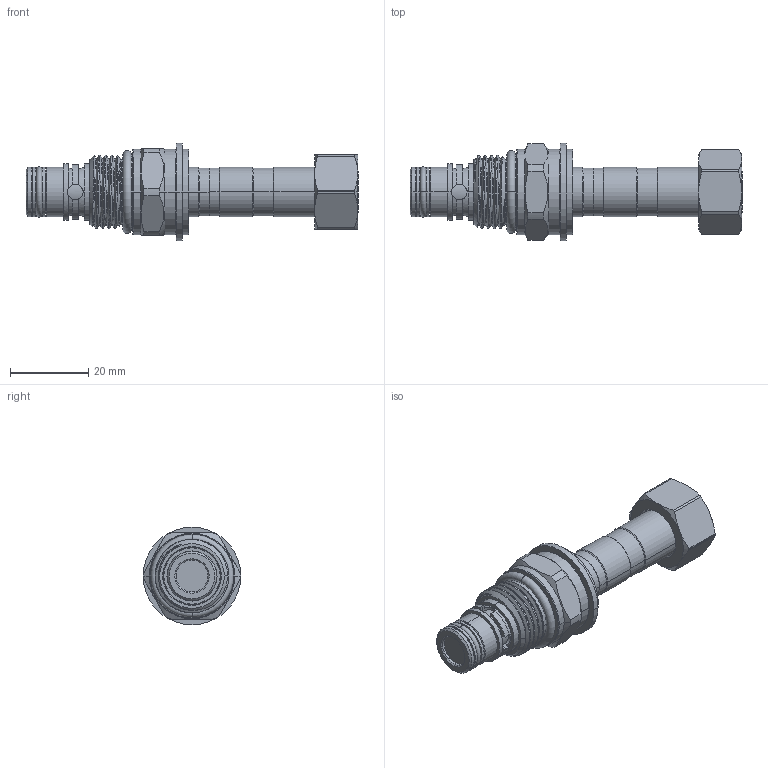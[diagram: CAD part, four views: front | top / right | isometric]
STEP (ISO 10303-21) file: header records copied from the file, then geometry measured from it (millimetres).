
FILE_DESCRIPTION (( 'STEP AP203' ), '1' );
FILE_NAME ('EP08W2A51N04-H.STEP', '2024-12-09T02:03:02', ( '' ), ( '' ), 'SwSTEP 2.0', 'SolidWorks 2018', '' );
FILE_SCHEMA (( 'CONFIG_CONTROL_DESIGN' ));
Length unit declared in the file: millimetre
Products named in the file (1): EP08W2A51N04-H
Bounding box: 85.04 x 25 x 25 mm (x, y, z)
Volume: 18204.2 mm3; surface area: 6744.3 mm2
Topology: 1 solids, 1 shells, 215 faces, 509 edges, 317 vertices
Faces by surface type: cylinder 99, plane 48, cone 47, torus 12, bspline 9
Entity records: 11813 total; most frequent: CARTESIAN_POINT 6925, ORIENTED_EDGE 1018, DIRECTION 1007, EDGE_CURVE 509, AXIS2_PLACEMENT_3D 426, VERTEX_POINT 317, EDGE_LOOP 236, CIRCLE 219
